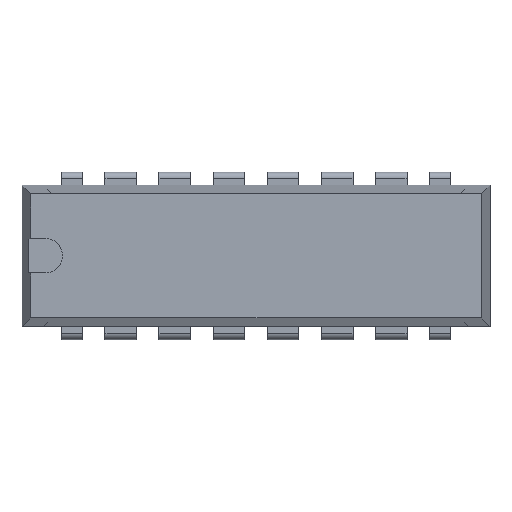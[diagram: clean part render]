
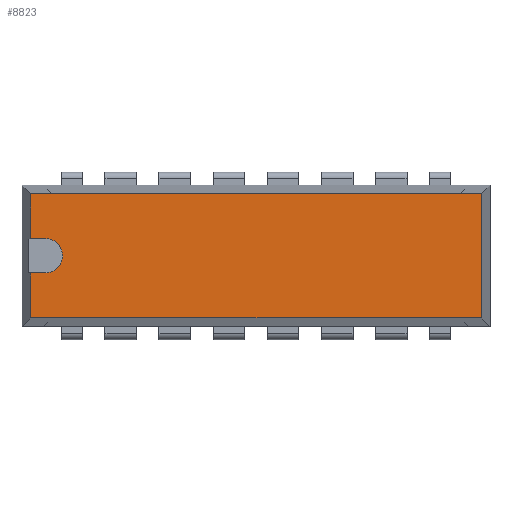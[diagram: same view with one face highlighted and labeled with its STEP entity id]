
A CAD part, top view. The second image highlights one B-rep face of the part: STEP entity #8823.
In plain terms, the highlighted planar face has unit normal (0, 0, 1).
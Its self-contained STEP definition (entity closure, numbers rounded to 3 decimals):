
#229 = DIRECTION ( 'NONE',  ( 1., 0., 0. ) ) ;
#410 = DIRECTION ( 'NONE',  ( -1., 0., 0. ) ) ;
#497 = CARTESIAN_POINT ( 'NONE',  ( -1.71, 3.005, 5.15 ) ) ;
#599 = CARTESIAN_POINT ( 'NONE',  ( 19.49, 0.89, 5.15 ) ) ;
#792 = CIRCLE ( 'NONE', #9315, 0.8 ) ;
#828 = EDGE_CURVE ( 'NONE', #5645, #5114, #8569, .T. ) ;
#905 = CARTESIAN_POINT ( 'NONE',  ( -0.2, 7.13, 5.15 ) ) ;
#953 = LINE ( 'NONE', #9344, #6022 ) ;
#988 = LINE ( 'NONE', #9918, #12362 ) ;
#1050 = CARTESIAN_POINT ( 'NONE',  ( 19.49, 0.89, 5.15 ) ) ;
#1159 = CARTESIAN_POINT ( 'NONE',  ( -1.71, 0.89, 5.15 ) ) ;
#1251 = DIRECTION ( 'NONE',  ( 0., 1., 0. ) ) ;
#1320 = CARTESIAN_POINT ( 'NONE',  ( -1., 3.805, 5.15 ) ) ;
#1663 = VERTEX_POINT ( 'NONE', #497 ) ;
#1736 = LINE ( 'NONE', #905, #9312 ) ;
#2151 = CARTESIAN_POINT ( 'NONE',  ( -0.2, 3.805, 5.15 ) ) ;
#2302 = VERTEX_POINT ( 'NONE', #2151 ) ;
#2321 = DIRECTION ( 'NONE',  ( 1., 0., 0. ) ) ;
#2332 = CARTESIAN_POINT ( 'NONE',  ( -1.71, 6.73, 5.15 ) ) ;
#2466 = EDGE_CURVE ( 'NONE', #1663, #5316, #6858, .T. ) ;
#2572 = CARTESIAN_POINT ( 'NONE',  ( -1., 3.815, 5.15 ) ) ;
#2767 = EDGE_LOOP ( 'NONE', ( #9418, #8769, #8778, #7987, #5454, #6244, #7657, #9281, #6734, #5821 ) ) ;
#2937 = VECTOR ( 'NONE', #229, 1000. ) ;
#2949 = VERTEX_POINT ( 'NONE', #8817 ) ;
#3407 = VECTOR ( 'NONE', #7209, 1000. ) ;
#3584 = VECTOR ( 'NONE', #7600, 1000. ) ;
#3601 = DIRECTION ( 'NONE',  ( 1., 0., 0. ) ) ;
#3687 = CARTESIAN_POINT ( 'NONE',  ( 19.49, 6.73, 5.15 ) ) ;
#3726 = LINE ( 'NONE', #6206, #3407 ) ;
#3825 = EDGE_CURVE ( 'NONE', #6358, #7854, #792, .T. ) ;
#4162 = VECTOR ( 'NONE', #4445, 1000. ) ;
#4445 = DIRECTION ( 'NONE',  ( 1., 0., 0. ) ) ;
#4887 = DIRECTION ( 'NONE',  ( -1., 0., 0. ) ) ;
#5114 = VERTEX_POINT ( 'NONE', #1159 ) ;
#5149 = EDGE_CURVE ( 'NONE', #5194, #7496, #5614, .T. ) ;
#5194 = VERTEX_POINT ( 'NONE', #2332 ) ;
#5238 = AXIS2_PLACEMENT_3D ( 'NONE', #1320, #8376, #2321 ) ;
#5254 = CARTESIAN_POINT ( 'NONE',  ( 19.89, 6.73, 5.15 ) ) ;
#5316 = VERTEX_POINT ( 'NONE', #10579 ) ;
#5328 = CARTESIAN_POINT ( 'NONE',  ( -1., 4.615, 5.15 ) ) ;
#5454 = ORIENTED_EDGE ( 'NONE', *, *, #3825, .F. ) ;
#5614 = LINE ( 'NONE', #5254, #2937 ) ;
#5645 = VERTEX_POINT ( 'NONE', #1050 ) ;
#5821 = ORIENTED_EDGE ( 'NONE', *, *, #828, .F. ) ;
#5912 = VECTOR ( 'NONE', #6786, 1000. ) ;
#6022 = VECTOR ( 'NONE', #1251, 1000. ) ;
#6206 = CARTESIAN_POINT ( 'NONE',  ( -1.71, 6.73, 5.15 ) ) ;
#6244 = ORIENTED_EDGE ( 'NONE', *, *, #10310, .F. ) ;
#6358 = VERTEX_POINT ( 'NONE', #13066 ) ;
#6468 = DIRECTION ( 'NONE',  ( 0., 0., -1. ) ) ;
#6734 = ORIENTED_EDGE ( 'NONE', *, *, #10626, .F. ) ;
#6786 = DIRECTION ( 'NONE',  ( -1., 0., 0. ) ) ;
#6858 = LINE ( 'NONE', #8402, #4162 ) ;
#6901 = CARTESIAN_POINT ( 'NONE',  ( -2.11, 0.89, 5.15 ) ) ;
#7056 = EDGE_CURVE ( 'NONE', #7854, #2949, #988, .T. ) ;
#7209 = DIRECTION ( 'NONE',  ( 0., 1., 0. ) ) ;
#7496 = VERTEX_POINT ( 'NONE', #3687 ) ;
#7600 = DIRECTION ( 'NONE',  ( 0., -1., 0. ) ) ;
#7657 = ORIENTED_EDGE ( 'NONE', *, *, #7853, .F. ) ;
#7853 = EDGE_CURVE ( 'NONE', #5316, #2302, #8972, .T. ) ;
#7854 = VERTEX_POINT ( 'NONE', #5328 ) ;
#7899 = AXIS2_PLACEMENT_3D ( 'NONE', #12492, #6468, #410 ) ;
#7987 = ORIENTED_EDGE ( 'NONE', *, *, #7056, .F. ) ;
#8376 = DIRECTION ( 'NONE',  ( 0., 0., 1. ) ) ;
#8402 = CARTESIAN_POINT ( 'NONE',  ( -2.11, 3.005, 5.15 ) ) ;
#8427 = PLANE ( 'NONE',  #7899 ) ;
#8569 = LINE ( 'NONE', #6901, #5912 ) ;
#8769 = ORIENTED_EDGE ( 'NONE', *, *, #5149, .F. ) ;
#8778 = ORIENTED_EDGE ( 'NONE', *, *, #11576, .F. ) ;
#8817 = CARTESIAN_POINT ( 'NONE',  ( -1.71, 4.615, 5.15 ) ) ;
#8823 = ADVANCED_FACE ( 'NONE', ( #10878 ), #8427, .F. ) ;
#8972 = CIRCLE ( 'NONE', #5238, 0.8 ) ;
#9281 = ORIENTED_EDGE ( 'NONE', *, *, #2466, .F. ) ;
#9312 = VECTOR ( 'NONE', #11006, 1000. ) ;
#9315 = AXIS2_PLACEMENT_3D ( 'NONE', #2572, #9619, #3601 ) ;
#9344 = CARTESIAN_POINT ( 'NONE',  ( -1.71, 6.73, 5.15 ) ) ;
#9418 = ORIENTED_EDGE ( 'NONE', *, *, #11147, .F. ) ;
#9619 = DIRECTION ( 'NONE',  ( 0., 0., 1. ) ) ;
#9918 = CARTESIAN_POINT ( 'NONE',  ( -2.11, 4.615, 5.15 ) ) ;
#10310 = EDGE_CURVE ( 'NONE', #2302, #6358, #1736, .T. ) ;
#10579 = CARTESIAN_POINT ( 'NONE',  ( -1., 3.005, 5.15 ) ) ;
#10626 = EDGE_CURVE ( 'NONE', #5114, #1663, #953, .T. ) ;
#10878 = FACE_OUTER_BOUND ( 'NONE', #2767, .T. ) ;
#11006 = DIRECTION ( 'NONE',  ( 0., 1., 0. ) ) ;
#11147 = EDGE_CURVE ( 'NONE', #7496, #5645, #11298, .T. ) ;
#11298 = LINE ( 'NONE', #599, #3584 ) ;
#11576 = EDGE_CURVE ( 'NONE', #2949, #5194, #3726, .T. ) ;
#12362 = VECTOR ( 'NONE', #4887, 1000. ) ;
#12492 = CARTESIAN_POINT ( 'NONE',  ( -2.11, 7.13, 5.15 ) ) ;
#13066 = CARTESIAN_POINT ( 'NONE',  ( -0.2, 3.815, 5.15 ) ) ;
